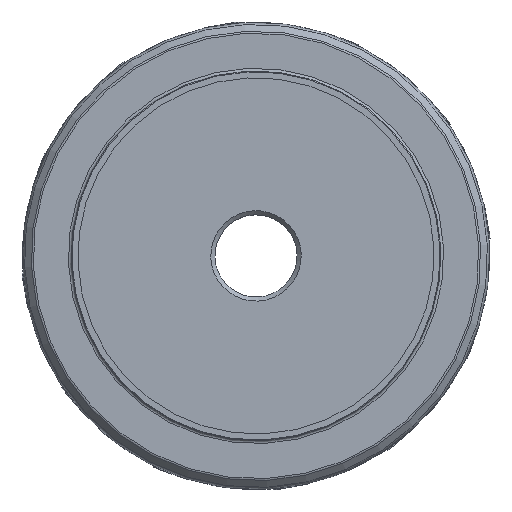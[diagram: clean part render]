
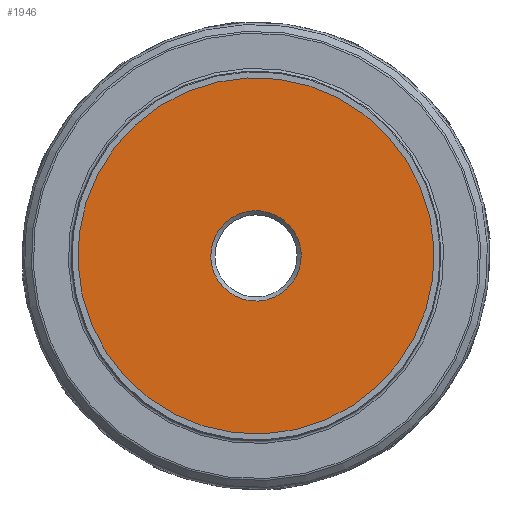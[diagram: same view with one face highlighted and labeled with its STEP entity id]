
A CAD part, top view. The second image highlights one B-rep face of the part: STEP entity #1946.
In plain terms, the highlighted planar face has unit normal (0, 0, 1).
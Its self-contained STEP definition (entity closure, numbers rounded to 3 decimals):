
#178=PLANE('',#6729);
#1946=ADVANCED_FACE('',(#2476,#2477),#178,.T.);
#2476=FACE_BOUND('',#2607,.T.);
#2477=FACE_BOUND('',#2608,.T.);
#2607=EDGE_LOOP('',(#3467));
#2608=EDGE_LOOP('',(#3468));
#3467=ORIENTED_EDGE('',*,*,#5770,.F.);
#3468=ORIENTED_EDGE('',*,*,#5771,.T.);
#5051=VERTEX_POINT('',#10517);
#5052=VERTEX_POINT('',#10520);
#5770=EDGE_CURVE('',#5051,#5051,#6308,.T.);
#5771=EDGE_CURVE('',#5052,#5052,#6309,.T.);
#6308=CIRCLE('',#6725,33.008);
#6309=CIRCLE('',#6727,130.);
#6725=AXIS2_PLACEMENT_3D('',#10516,#7556,#7557);
#6727=AXIS2_PLACEMENT_3D('',#10519,#7560,#7561);
#6729=AXIS2_PLACEMENT_3D('',#10522,#7564,#7565);
#7556=DIRECTION('',(0.,0.,1.));
#7557=DIRECTION('',(0.976,0.22,0.));
#7560=DIRECTION('',(0.,0.,1.));
#7561=DIRECTION('',(0.976,0.22,0.));
#7564=DIRECTION('',(0.,0.,1.));
#7565=DIRECTION('',(-0.976,-0.22,0.));
#10516=CARTESIAN_POINT('',(0.,0.,
0.));
#10517=CARTESIAN_POINT('',(32.2,7.257,0.));
#10519=CARTESIAN_POINT('',(0.,0.,
0.));
#10520=CARTESIAN_POINT('',(126.819,28.58,0.));
#10522=CARTESIAN_POINT('',(-135.,0.,0.));
